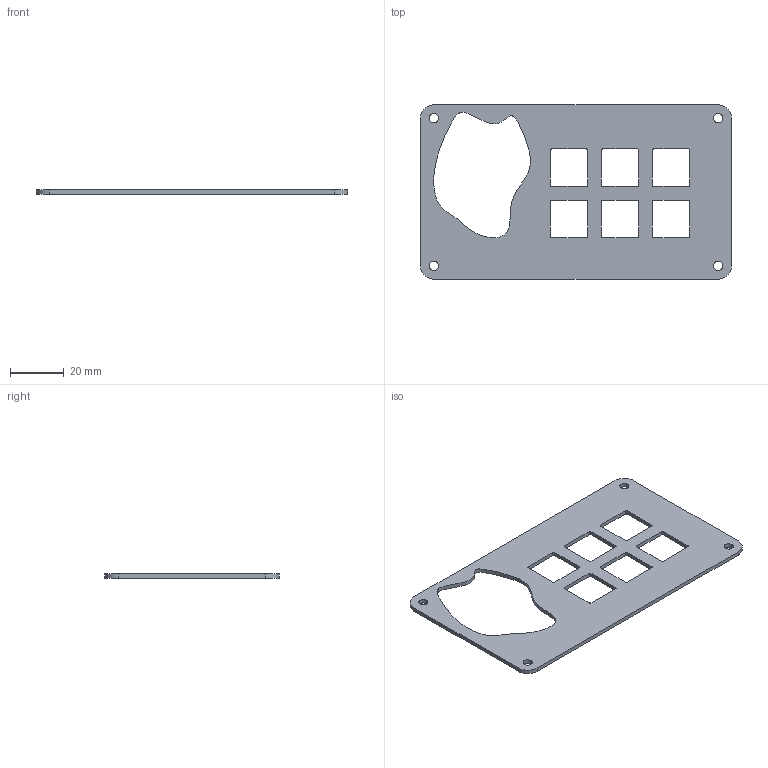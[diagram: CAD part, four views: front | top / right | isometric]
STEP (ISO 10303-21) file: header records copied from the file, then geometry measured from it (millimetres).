
FILE_DESCRIPTION(/* description */ (''),/* implementation_level */ '2;1');
FILE_NAME(/* name */ 'case_top.step',/* time_stamp */ '2025-05-21T18:51:29+02:00',/* author */ (''),/* organization */ (''),/* preprocessor_version */ 'ST-DEVELOPER v20.1',/* originating_system */ 'Autodesk Translation Framework v14.10.0.0',/* authorisation */ '');
FILE_SCHEMA (('AUTOMOTIVE_DESIGN { 1 0 10303 214 3 1 1 }'));
Length unit declared in the file: millimetre
Products named in the file (2): 6-key HackPad by Ondkos_top; 6-key HackPad by Ondkos
Assembly tree (1 placements, depth 2):
  6-key HackPad by Ondkos_top
    6-key HackPad by Ondkos
Bounding box: 116 x 65 x 1.5 mm (x, y, z)
Volume: 7550.1 mm3; surface area: 11445.6 mm2
Topology: 1 solids, 1 shells, 63 faces, 183 edges, 122 vertices
Faces by surface type: cylinder 32, plane 30, bspline 1
Full cylindrical faces by diameter (mm): 3.4 x4
Entity records: 2425 total; most frequent: CARTESIAN_POINT 608, DIRECTION 375, ORIENTED_EDGE 366, EDGE_CURVE 183, AXIS2_PLACEMENT_3D 129, VERTEX_POINT 122, LINE 117, VECTOR 117
